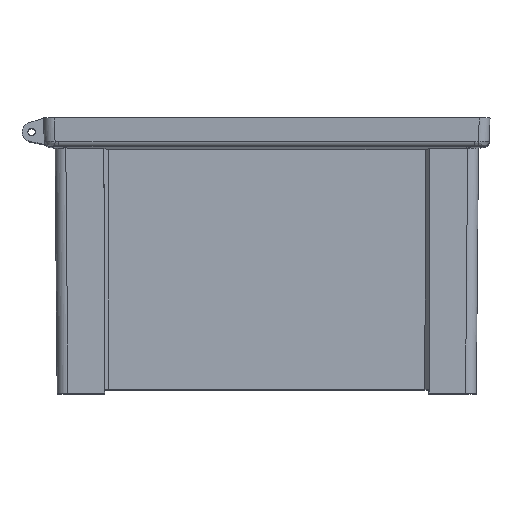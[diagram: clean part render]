
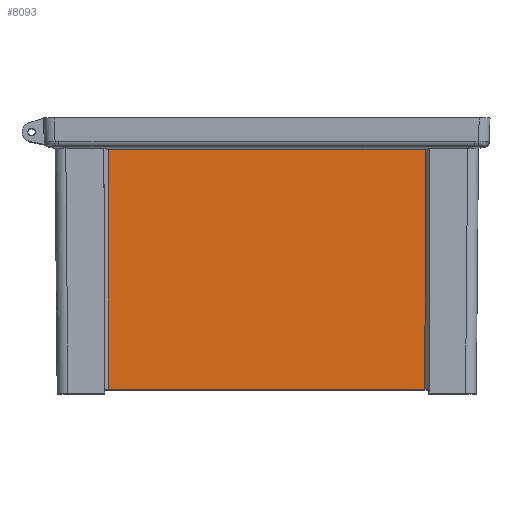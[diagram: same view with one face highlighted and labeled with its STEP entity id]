
A CAD part, top view. The second image highlights one B-rep face of the part: STEP entity #8093.
In plain terms, the highlighted planar face has unit normal (0, -0.009, 1).
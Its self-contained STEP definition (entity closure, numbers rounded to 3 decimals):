
#110 = CARTESIAN_POINT ( 'NONE',  ( -80.781, -138.5, 129.369 ) ) ;
#900 = FACE_OUTER_BOUND ( 'NONE', #16598, .T. ) ;
#2645 = VECTOR ( 'NONE', #4743, 1000. ) ;
#3082 = CARTESIAN_POINT ( 'NONE',  ( -106., -138.5, 129.369 ) ) ;
#3574 = VERTEX_POINT ( 'NONE', #17155 ) ;
#4039 = ORIENTED_EDGE ( 'NONE', *, *, #17127, .F. ) ;
#4743 = DIRECTION ( 'NONE',  ( -1., 0., 0. ) ) ;
#4761 = VERTEX_POINT ( 'NONE', #110 ) ;
#5302 = CARTESIAN_POINT ( 'NONE',  ( 80.893, -16.141, 130.436 ) ) ;
#6547 = LINE ( 'NONE', #17876, #2645 ) ;
#7794 = VERTEX_POINT ( 'NONE', #12045 ) ;
#7987 = DIRECTION ( 'NONE',  ( -0.001, -1., -0.009 ) ) ;
#8093 = ADVANCED_FACE ( 'NONE', ( #900 ), #18460, .T. ) ;
#8338 = VECTOR ( 'NONE', #10866, 1000. ) ;
#8503 = LINE ( 'NONE', #12425, #17430 ) ;
#8551 = LINE ( 'NONE', #13925, #8338 ) ;
#10770 = EDGE_CURVE ( 'NONE', #12746, #7794, #8503, .T. ) ;
#10866 = DIRECTION ( 'NONE',  ( -0.001, 1., 0.009 ) ) ;
#12030 = ORIENTED_EDGE ( 'NONE', *, *, #14584, .T. ) ;
#12045 = CARTESIAN_POINT ( 'NONE',  ( 80.781, -138.5, 129.369 ) ) ;
#12425 = CARTESIAN_POINT ( 'NONE',  ( 80.893, -16.313, 130.435 ) ) ;
#12713 = CARTESIAN_POINT ( 'NONE',  ( -106., -16.141, 130.436 ) ) ;
#12746 = VERTEX_POINT ( 'NONE', #5302 ) ;
#12771 = DIRECTION ( 'NONE',  ( 0., -0.009, 1. ) ) ;
#13626 = VECTOR ( 'NONE', #17874, 1000. ) ;
#13925 = CARTESIAN_POINT ( 'NONE',  ( -80.893, -16.118, 130.437 ) ) ;
#14584 = EDGE_CURVE ( 'NONE', #12746, #3574, #6547, .T. ) ;
#16207 = AXIS2_PLACEMENT_3D ( 'NONE', #12713, #12771, #18653 ) ;
#16598 = EDGE_LOOP ( 'NONE', ( #18900, #12030, #17738, #4039 ) ) ;
#17127 = EDGE_CURVE ( 'NONE', #7794, #4761, #17543, .T. ) ;
#17155 = CARTESIAN_POINT ( 'NONE',  ( -80.893, -16.141, 130.436 ) ) ;
#17430 = VECTOR ( 'NONE', #7987, 1000. ) ;
#17543 = LINE ( 'NONE', #3082, #13626 ) ;
#17738 = ORIENTED_EDGE ( 'NONE', *, *, #18428, .F. ) ;
#17874 = DIRECTION ( 'NONE',  ( -1., 0., 0. ) ) ;
#17876 = CARTESIAN_POINT ( 'NONE',  ( -106., -16.141, 130.436 ) ) ;
#18428 = EDGE_CURVE ( 'NONE', #4761, #3574, #8551, .T. ) ;
#18460 = PLANE ( 'NONE',  #16207 ) ;
#18653 = DIRECTION ( 'NONE',  ( 0., -1., -0.009 ) ) ;
#18900 = ORIENTED_EDGE ( 'NONE', *, *, #10770, .F. ) ;
